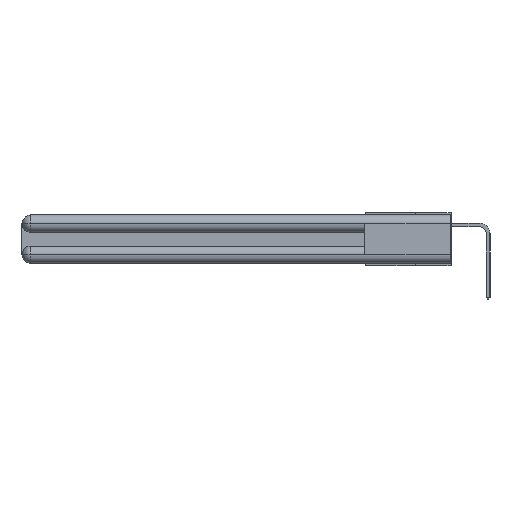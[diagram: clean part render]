
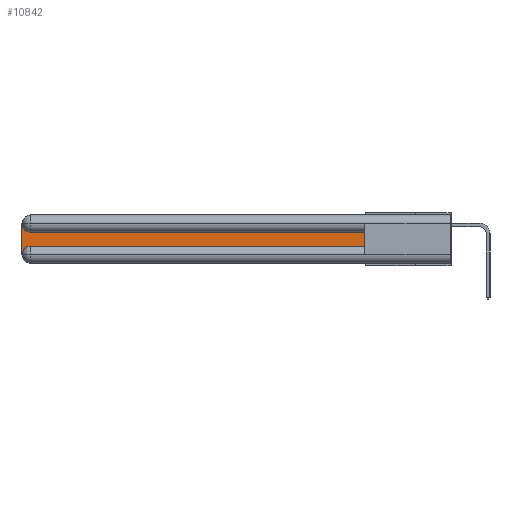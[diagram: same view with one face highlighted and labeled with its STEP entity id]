
A CAD part, left-side view. The second image highlights one B-rep face of the part: STEP entity #10842.
In plain terms, the highlighted planar face has unit normal (-1, 0, 0).
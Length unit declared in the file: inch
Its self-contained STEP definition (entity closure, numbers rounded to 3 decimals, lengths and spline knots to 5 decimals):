
#130 = DIRECTION ( 'NONE',  ( 0., 1., 0. ) ) ;
#642 = LINE ( 'NONE', #30451, #7846 ) ;
#1085 = ORIENTED_EDGE ( 'NONE', *, *, #11886, .T. ) ;
#2653 = CARTESIAN_POINT ( 'NONE',  ( 0.075, 3., -0.0625 ) ) ;
#2699 = CARTESIAN_POINT ( 'NONE',  ( 0.075, 0.6, -0.1225 ) ) ;
#2783 = EDGE_CURVE ( 'NONE', #4725, #2993, #16251, .T. ) ;
#2993 = VERTEX_POINT ( 'NONE', #11596 ) ;
#3422 = CARTESIAN_POINT ( 'NONE',  ( 0.075, 0.6, -0.2175 ) ) ;
#3537 = LINE ( 'NONE', #14545, #22980 ) ;
#3550 = ORIENTED_EDGE ( 'NONE', *, *, #25011, .T. ) ;
#4170 = DIRECTION ( 'NONE',  ( 0., 0., 1. ) ) ;
#4189 = VERTEX_POINT ( 'NONE', #2653 ) ;
#4372 = DIRECTION ( 'NONE',  ( 1., 0., 0. ) ) ;
#4725 = VERTEX_POINT ( 'NONE', #7807 ) ;
#5592 = VERTEX_POINT ( 'NONE', #2699 ) ;
#5928 = EDGE_CURVE ( 'NONE', #26330, #4189, #20989, .T. ) ;
#6149 = CARTESIAN_POINT ( 'NONE',  ( 0.075, 3., -0.2775 ) ) ;
#6159 = ORIENTED_EDGE ( 'NONE', *, *, #19806, .T. ) ;
#6751 = AXIS2_PLACEMENT_3D ( 'NONE', #22244, #17092, #19790 ) ;
#7480 = DIRECTION ( 'NONE',  ( 1., 0., 0. ) ) ;
#7807 = CARTESIAN_POINT ( 'NONE',  ( 0.075, 2.94, -0.2175 ) ) ;
#7846 = VECTOR ( 'NONE', #4170, 39.37008 ) ;
#9689 = CARTESIAN_POINT ( 'NONE',  ( 0.075, 2.94, -0.2775 ) ) ;
#10236 = CIRCLE ( 'NONE', #10924, 0.06 ) ;
#10712 = ORIENTED_EDGE ( 'NONE', *, *, #2783, .T. ) ;
#10842 = ADVANCED_FACE ( 'NONE', ( #21808 ), #23949, .F. ) ;
#10924 = AXIS2_PLACEMENT_3D ( 'NONE', #9689, #7480, #12025 ) ;
#11596 = CARTESIAN_POINT ( 'NONE',  ( 0.075, 0.6, -0.2175 ) ) ;
#11886 = EDGE_CURVE ( 'NONE', #24738, #4725, #10236, .T. ) ;
#11978 = DIRECTION ( 'NONE',  ( 0., 0., -1. ) ) ;
#12025 = DIRECTION ( 'NONE',  ( 0., 0., -1. ) ) ;
#12738 = ORIENTED_EDGE ( 'NONE', *, *, #30644, .T. ) ;
#12742 = EDGE_LOOP ( 'NONE', ( #12738, #28638, #3550, #1085, #10712, #6159 ) ) ;
#12894 = AXIS2_PLACEMENT_3D ( 'NONE', #16680, #4372, #11978 ) ;
#14545 = CARTESIAN_POINT ( 'NONE',  ( 0.075, 0.6, -0.1225 ) ) ;
#14970 = DIRECTION ( 'NONE',  ( 0., 0., -1. ) ) ;
#16251 = LINE ( 'NONE', #3422, #28475 ) ;
#16680 = CARTESIAN_POINT ( 'NONE',  ( 0.075, 3., -0.1225 ) ) ;
#17092 = DIRECTION ( 'NONE',  ( 1., 0., 0. ) ) ;
#19790 = DIRECTION ( 'NONE',  ( 0., 0., -1. ) ) ;
#19806 = EDGE_CURVE ( 'NONE', #2993, #5592, #642, .T. ) ;
#19898 = CARTESIAN_POINT ( 'NONE',  ( 0.075, 3., -0.2175 ) ) ;
#20989 = CIRCLE ( 'NONE', #6751, 0.06 ) ;
#21496 = CARTESIAN_POINT ( 'NONE',  ( 0.075, 2.94, -0.1225 ) ) ;
#21808 = FACE_OUTER_BOUND ( 'NONE', #12742, .T. ) ;
#22244 = CARTESIAN_POINT ( 'NONE',  ( 0.075, 2.94, -0.0625 ) ) ;
#22980 = VECTOR ( 'NONE', #130, 39.37008 ) ;
#23949 = PLANE ( 'NONE',  #12894 ) ;
#24738 = VERTEX_POINT ( 'NONE', #6149 ) ;
#25011 = EDGE_CURVE ( 'NONE', #4189, #24738, #25849, .T. ) ;
#25849 = LINE ( 'NONE', #19898, #26611 ) ;
#26330 = VERTEX_POINT ( 'NONE', #21496 ) ;
#26611 = VECTOR ( 'NONE', #14970, 39.37008 ) ;
#28475 = VECTOR ( 'NONE', #30257, 39.37008 ) ;
#28638 = ORIENTED_EDGE ( 'NONE', *, *, #5928, .T. ) ;
#30257 = DIRECTION ( 'NONE',  ( 0., -1., 0. ) ) ;
#30451 = CARTESIAN_POINT ( 'NONE',  ( 0.075, 0.6, -0.2175 ) ) ;
#30644 = EDGE_CURVE ( 'NONE', #5592, #26330, #3537, .T. ) ;
